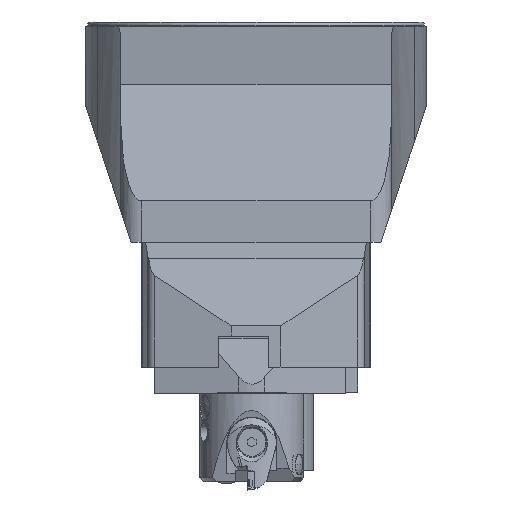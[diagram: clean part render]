
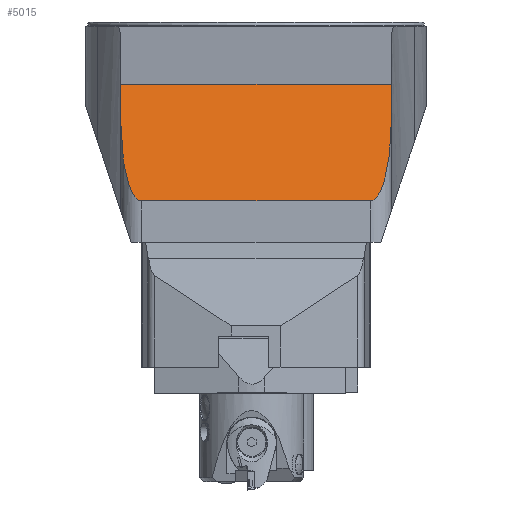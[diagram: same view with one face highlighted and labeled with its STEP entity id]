
A CAD part, left-side view. The second image highlights one B-rep face of the part: STEP entity #5015.
In plain terms, the highlighted planar face has unit normal (-0.966, 0, 0.259).
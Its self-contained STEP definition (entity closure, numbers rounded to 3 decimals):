
#5015=ADVANCED_FACE('',(#5918),#5423,.F.);
#5423=PLANE('',#15639);
#5918=FACE_OUTER_BOUND('',#6562,.T.);
#6562=EDGE_LOOP('',(#9344,#9345,#9346,#9347,#9348,#9349));
#6745=ELLIPSE('',#15637,38.637,10.);
#6746=ELLIPSE('',#15638,38.637,10.);
#9344=ORIENTED_EDGE('',*,*,#12138,.T.);
#9345=ORIENTED_EDGE('',*,*,#12139,.T.);
#9346=ORIENTED_EDGE('',*,*,#12132,.F.);
#9347=ORIENTED_EDGE('',*,*,#12140,.T.);
#9348=ORIENTED_EDGE('',*,*,#12141,.T.);
#9349=ORIENTED_EDGE('',*,*,#12142,.T.);
#10697=VERTEX_POINT('',#22432);
#10698=VERTEX_POINT('',#22433);
#10701=VERTEX_POINT('',#22444);
#10702=VERTEX_POINT('',#22445);
#10703=VERTEX_POINT('',#22448);
#10704=VERTEX_POINT('',#22450);
#12132=EDGE_CURVE('',#10697,#10698,#13030,.T.);
#12138=EDGE_CURVE('',#10701,#10702,#13036,.T.);
#12139=EDGE_CURVE('',#10702,#10698,#6745,.T.);
#12140=EDGE_CURVE('',#10697,#10703,#6746,.T.);
#12141=EDGE_CURVE('',#10703,#10704,#13037,.T.);
#12142=EDGE_CURVE('',#10704,#10701,#13038,.T.);
#13030=LINE('',#22431,#13876);
#13036=LINE('',#22443,#13882);
#13037=LINE('',#22449,#13883);
#13038=LINE('',#22451,#13884);
#13876=VECTOR('',#18141,1.);
#13882=VECTOR('',#18151,1.);
#13883=VECTOR('',#18156,1.);
#13884=VECTOR('',#18157,1.);
#15637=AXIS2_PLACEMENT_3D('',#22446,#18152,#18153);
#15638=AXIS2_PLACEMENT_3D('',#22447,#18154,#18155);
#15639=AXIS2_PLACEMENT_3D('',#22452,#18158,#18159);
#18141=DIRECTION('',(0.,1.,0.));
#18151=DIRECTION('',(-0.259,0.,-0.966));
#18152=DIRECTION('',(-0.966,0.,0.259));
#18153=DIRECTION('',(-0.259,0.,-0.966));
#18154=DIRECTION('',(-0.966,0.,0.259));
#18155=DIRECTION('',(0.259,0.,0.966));
#18156=DIRECTION('',(0.259,0.,0.966));
#18157=DIRECTION('',(0.,1.,0.));
#18158=DIRECTION('',(0.966,0.,-0.259));
#18159=DIRECTION('',(0.259,0.,0.966));
#22431=CARTESIAN_POINT('',(-355.,-355.,-86.));
#22432=CARTESIAN_POINT('',(-355.,-55.,-86.));
#22433=CARTESIAN_POINT('',(-355.,55.,-86.));
#22443=CARTESIAN_POINT('',(-339.995,65.,-30.));
#22444=CARTESIAN_POINT('',(-339.995,65.,-30.));
#22445=CARTESIAN_POINT('',(-345.,65.,-48.679));
#22446=CARTESIAN_POINT('',(-345.,55.,-48.679));
#22447=CARTESIAN_POINT('',(-345.,-55.,-48.679));
#22448=CARTESIAN_POINT('',(-345.,-65.,-48.679));
#22449=CARTESIAN_POINT('',(-339.995,-65.,-30.));
#22450=CARTESIAN_POINT('',(-339.995,-65.,-30.));
#22451=CARTESIAN_POINT('',(-339.995,-355.,-30.));
#22452=CARTESIAN_POINT('',(-339.995,-355.,-30.));
